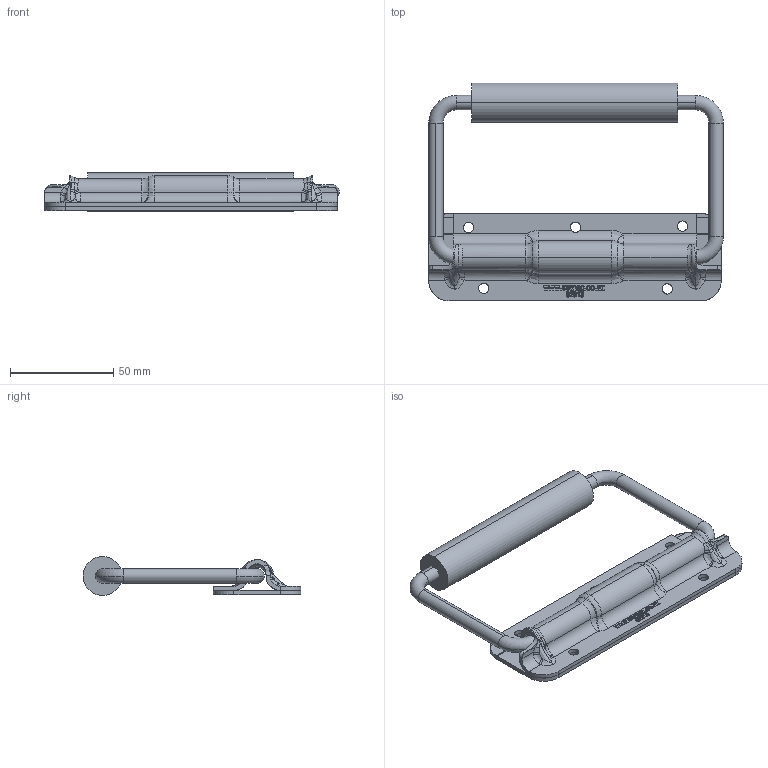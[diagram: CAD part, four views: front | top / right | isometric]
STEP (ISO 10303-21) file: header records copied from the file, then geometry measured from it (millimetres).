
FILE_DESCRIPTION (( 'STEP AP214' ), '1' );
FILE_NAME ('02913-Spring Chest Handle Zinc 140mm.STEP', '2018-08-20T00:23:11', ( '' ), ( '' ), 'SwSTEP 2.0', 'SolidWorks 2018', '' );
FILE_SCHEMA (( 'AUTOMOTIVE_DESIGN' ));
Length unit declared in the file: millimetre
Products named in the file (1): 02913-Spring Chest Handle Zinc 140mm
Bounding box: 143.02 x 105.76 x 19 mm (x, y, z)
Volume: 65906.9 mm3; surface area: 45647.4 mm2
Topology: 4 solids, 4 shells, 493 faces, 1294 edges, 818 vertices
Faces by surface type: bspline 225, plane 156, cylinder 84, torus 22, cone 6
Entity records: 24918 total; most frequent: CARTESIAN_POINT 14376, ORIENTED_EDGE 2564, DIRECTION 1550, EDGE_CURVE 1282, VERTEX_POINT 818, VECTOR 572, LINE 572, EDGE_LOOP 538
